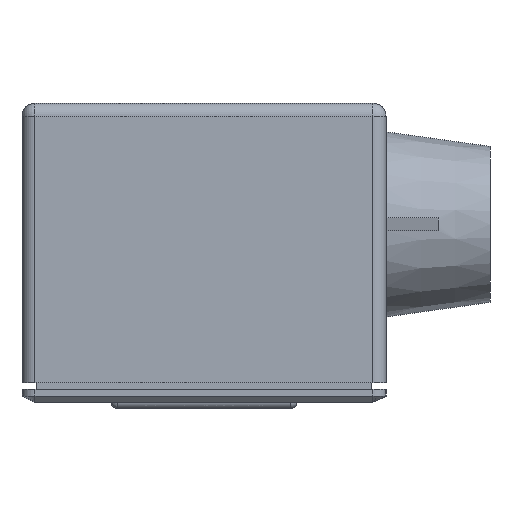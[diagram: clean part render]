
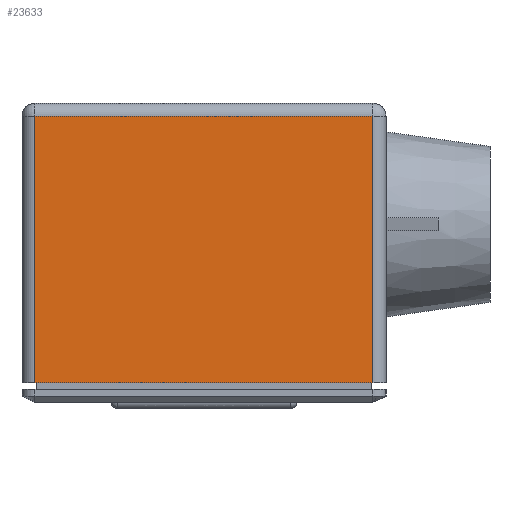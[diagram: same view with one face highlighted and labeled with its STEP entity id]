
A CAD part, left-side view. The second image highlights one B-rep face of the part: STEP entity #23633.
In plain terms, the highlighted planar face has unit normal (-1, 0, 0).
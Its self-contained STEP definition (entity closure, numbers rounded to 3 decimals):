
#112 = EDGE_CURVE ( 'NONE', #5099, #14245, #6514, .T. ) ;
#1604 = VECTOR ( 'NONE', #12391, 1000. ) ;
#2648 = DIRECTION ( 'NONE',  ( 0., 0., 1. ) ) ;
#2733 = CARTESIAN_POINT ( 'NONE',  ( -54.5, 13., 23. ) ) ;
#2850 = EDGE_LOOP ( 'NONE', ( #4711, #22436, #11336, #25810 ) ) ;
#3992 = DIRECTION ( 'NONE',  ( 0., 0., -1. ) ) ;
#4521 = CARTESIAN_POINT ( 'NONE',  ( -54.5, -13., 2.5 ) ) ;
#4711 = ORIENTED_EDGE ( 'NONE', *, *, #24746, .T. ) ;
#5099 = VERTEX_POINT ( 'NONE', #2733 ) ;
#5812 = PLANE ( 'NONE',  #15853 ) ;
#6018 = VERTEX_POINT ( 'NONE', #23283 ) ;
#6514 = LINE ( 'NONE', #8467, #1604 ) ;
#8055 = CARTESIAN_POINT ( 'NONE',  ( -54.5, 13., 2.5 ) ) ;
#8089 = EDGE_CURVE ( 'NONE', #14245, #10036, #17970, .T. ) ;
#8141 = CARTESIAN_POINT ( 'NONE',  ( -54.5, -13., 24. ) ) ;
#8445 = CARTESIAN_POINT ( 'NONE',  ( -54.5, -14., 2.5 ) ) ;
#8467 = CARTESIAN_POINT ( 'NONE',  ( -54.5, 13., 24. ) ) ;
#8529 = LINE ( 'NONE', #8141, #11023 ) ;
#10036 = VERTEX_POINT ( 'NONE', #4521 ) ;
#10140 = DIRECTION ( 'NONE',  ( 0., -1., 0. ) ) ;
#11023 = VECTOR ( 'NONE', #2648, 1000. ) ;
#11336 = ORIENTED_EDGE ( 'NONE', *, *, #112, .T. ) ;
#11957 = DIRECTION ( 'NONE',  ( 1., 0., 0. ) ) ;
#12391 = DIRECTION ( 'NONE',  ( 0., 0., -1. ) ) ;
#13511 = VECTOR ( 'NONE', #10140, 1000. ) ;
#14245 = VERTEX_POINT ( 'NONE', #8055 ) ;
#14322 = LINE ( 'NONE', #23152, #22766 ) ;
#15853 = AXIS2_PLACEMENT_3D ( 'NONE', #21876, #11957, #3992 ) ;
#16664 = DIRECTION ( 'NONE',  ( 0., 1., 0. ) ) ;
#17138 = EDGE_CURVE ( 'NONE', #6018, #5099, #14322, .T. ) ;
#17970 = LINE ( 'NONE', #8445, #13511 ) ;
#19922 = FACE_OUTER_BOUND ( 'NONE', #2850, .T. ) ;
#21876 = CARTESIAN_POINT ( 'NONE',  ( -54.5, -14., 24. ) ) ;
#22436 = ORIENTED_EDGE ( 'NONE', *, *, #17138, .T. ) ;
#22766 = VECTOR ( 'NONE', #16664, 1000. ) ;
#23152 = CARTESIAN_POINT ( 'NONE',  ( -54.5, -14., 23. ) ) ;
#23283 = CARTESIAN_POINT ( 'NONE',  ( -54.5, -13., 23. ) ) ;
#23633 = ADVANCED_FACE ( 'NONE', ( #19922 ), #5812, .F. ) ;
#24746 = EDGE_CURVE ( 'NONE', #10036, #6018, #8529, .T. ) ;
#25810 = ORIENTED_EDGE ( 'NONE', *, *, #8089, .T. ) ;
